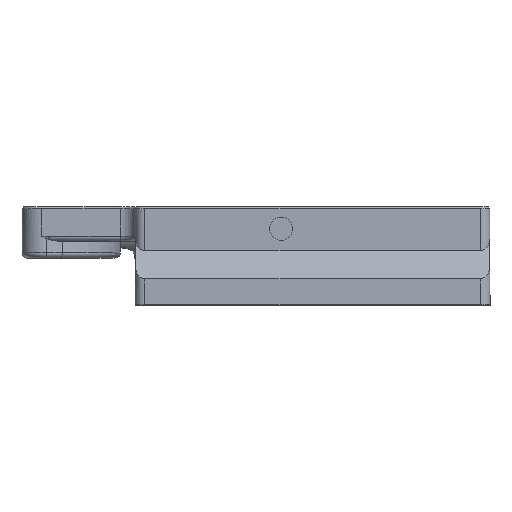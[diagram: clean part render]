
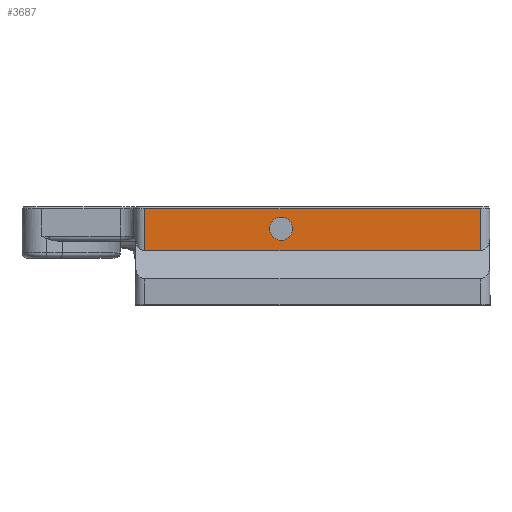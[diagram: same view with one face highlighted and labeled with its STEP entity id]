
A CAD part, top view. The second image highlights one B-rep face of the part: STEP entity #3687.
In plain terms, the highlighted planar face has unit normal (0, 0, 1).
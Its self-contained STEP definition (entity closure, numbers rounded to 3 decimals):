
#81=FACE_BOUND('',#541,.T.);
#220=PLANE('',#3937);
#326=FACE_OUTER_BOUND('',#540,.T.);
#540=EDGE_LOOP('',(#2587,#2588,#2589,#2590));
#541=EDGE_LOOP('',(#2591));
#774=CIRCLE('',#3938,2.35);
#947=LINE('',#5515,#1262);
#975=LINE('',#5601,#1290);
#976=LINE('',#5605,#1291);
#977=LINE('',#5606,#1292);
#1262=VECTOR('',#4355,10.);
#1290=VECTOR('',#4439,10.);
#1291=VECTOR('',#4444,10.);
#1292=VECTOR('',#4445,10.);
#1575=VERTEX_POINT('',#5505);
#1577=VERTEX_POINT('',#5511);
#1608=VERTEX_POINT('',#5600);
#1609=VERTEX_POINT('',#5604);
#1610=VERTEX_POINT('',#5607);
#1947=EDGE_CURVE('',#1575,#1577,#947,.T.);
#1990=EDGE_CURVE('',#1577,#1608,#975,.T.);
#1992=EDGE_CURVE('',#1609,#1575,#976,.T.);
#1993=EDGE_CURVE('',#1609,#1608,#977,.T.);
#1994=EDGE_CURVE('',#1610,#1610,#774,.T.);
#2587=ORIENTED_EDGE('',*,*,#1947,.F.);
#2588=ORIENTED_EDGE('',*,*,#1992,.F.);
#2589=ORIENTED_EDGE('',*,*,#1993,.T.);
#2590=ORIENTED_EDGE('',*,*,#1990,.F.);
#2591=ORIENTED_EDGE('',*,*,#1994,.T.);
#3687=ADVANCED_FACE('',(#326,#81),#220,.T.);
#3937=AXIS2_PLACEMENT_3D('',#5603,#4442,#4443);
#3938=AXIS2_PLACEMENT_3D('',#5608,#4446,#4447);
#4355=DIRECTION('',(1.,0.,0.));
#4439=DIRECTION('',(0.,-1.,0.));
#4442=DIRECTION('center_axis',(0.,0.,
1.));
#4443=DIRECTION('ref_axis',(0.,1.,0.));
#4444=DIRECTION('',(0.,1.,0.));
#4445=DIRECTION('',(1.,0.,0.));
#4446=DIRECTION('center_axis',(0.,0.,
-1.));
#4447=DIRECTION('ref_axis',(-1.,0.,0.));
#5505=CARTESIAN_POINT('',(14.8,-18.4,120.096));
#5511=CARTESIAN_POINT('',(83.,-18.4,120.096));
#5515=CARTESIAN_POINT('',(47.25,-18.4,120.096));
#5600=CARTESIAN_POINT('',(83.,-27.,120.096));
#5601=CARTESIAN_POINT('',(83.,-32.5,120.096));
#5603=CARTESIAN_POINT('Origin',(67.5,-27.,120.096));
#5604=CARTESIAN_POINT('',(14.8,-27.,120.096));
#5605=CARTESIAN_POINT('',(14.8,-22.5,120.096));
#5606=CARTESIAN_POINT('',(67.5,-27.,120.096));
#5607=CARTESIAN_POINT('',(44.85,-22.5,120.096));
#5608=CARTESIAN_POINT('Origin',(42.5,-22.5,120.096));
